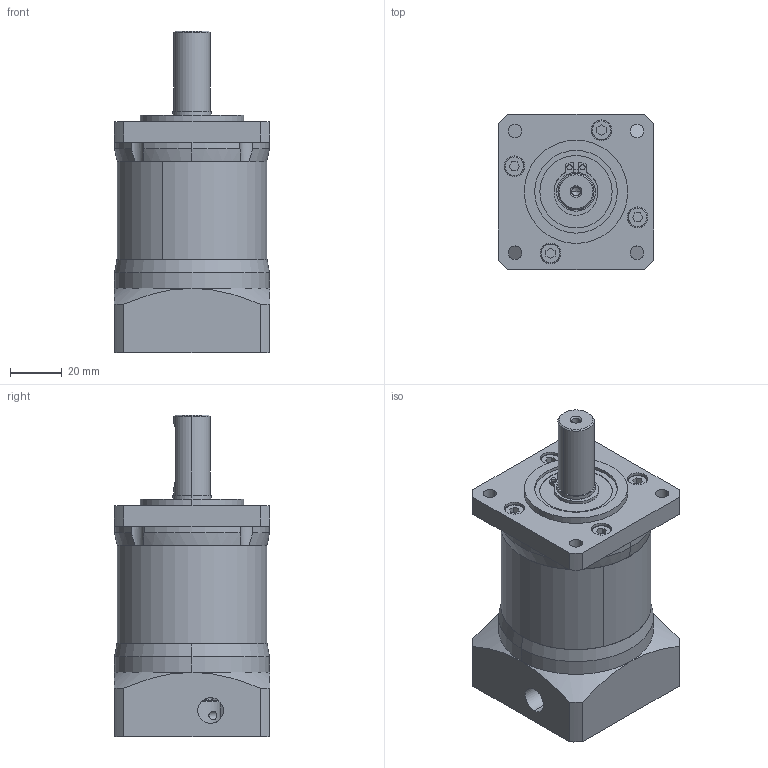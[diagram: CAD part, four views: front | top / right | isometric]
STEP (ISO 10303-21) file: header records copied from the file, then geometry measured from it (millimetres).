
FILE_DESCRIPTION (( 'STEP AP203' ), '1' );
FILE_NAME ('EG23-G50-D10.STEP', '2023-01-11T01:59:55', ( '' ), ( '' ), 'SwSTEP 2.0', 'SolidWorks 2016', '' );
FILE_SCHEMA (( 'CONFIG_CONTROL_DESIGN' ));
Length unit declared in the file: millimetre
Products named in the file (8): EG23 output shaft-3; EG23input flangeMB; 60 gear ring-2; 6002; 15circlip; EG23input shaft-10; M4hexagon socket head cap screw; EG23-G50-D10
Assembly tree (16 placements, depth 2):
  EG23-G50-D10
    60 gear ring-2
    EG23 output shaft-3
    M4hexagon socket head cap screw  x10
    15circlip
    EG23input flangeMB
    EG23input shaft-10
    6002
Bounding box: 60 x 60 x 124.5 mm (x, y, z)
Volume: 252124.5 mm3; surface area: 58056 mm2
Topology: 16 solids, 16 shells, 412 faces, 978 edges, 633 vertices
Faces by surface type: cylinder 178, plane 160, cone 40, bspline 34
Entity records: 10699 total; most frequent: CARTESIAN_POINT 2585, DIRECTION 1566, ORIENTED_EDGE 1396, EDGE_CURVE 698, AXIS2_PLACEMENT_3D 649, VERTEX_POINT 453, EDGE_LOOP 375, CIRCLE 351
